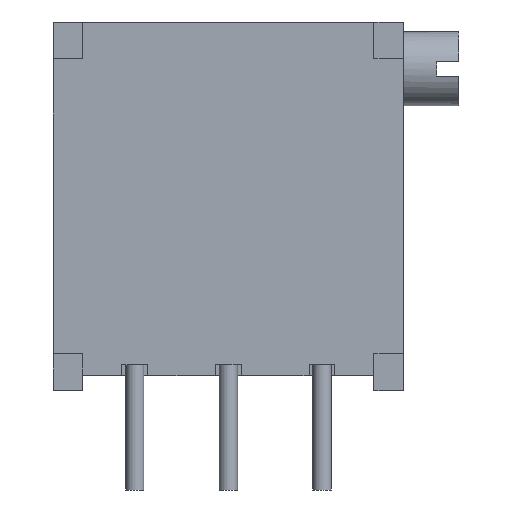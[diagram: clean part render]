
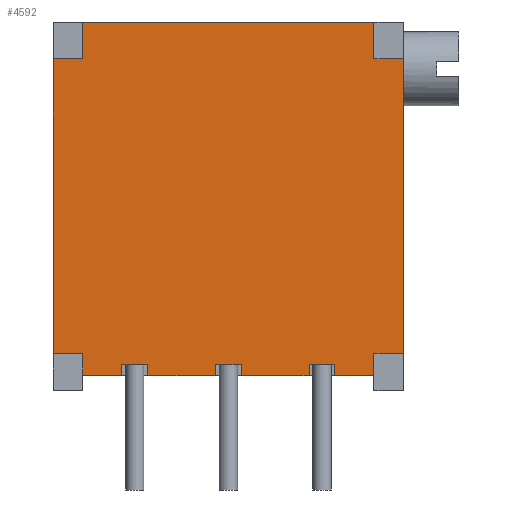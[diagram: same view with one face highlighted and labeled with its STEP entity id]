
A CAD part, left-side view. The second image highlights one B-rep face of the part: STEP entity #4592.
In plain terms, the highlighted planar face has unit normal (-1, 0, 0).
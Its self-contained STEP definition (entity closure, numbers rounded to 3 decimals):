
#360=FACE_OUTER_BOUND('',#602,.T.);
#602=EDGE_LOOP('',(#2937,#2938,#2939,#2940,#2941,#2942,#2943,#2944,#2945,
#2946,#2947,#2948,#2949,#2950,#2951,#2952,#2953,#2954,#2955,#2956,#2957,
#2958,#2959,#2960));
#848=LINE('',#5802,#1304);
#856=LINE('',#5817,#1312);
#857=LINE('',#5819,#1313);
#859=LINE('',#5825,#1315);
#867=LINE('',#5840,#1323);
#868=LINE('',#5842,#1324);
#870=LINE('',#5848,#1326);
#878=LINE('',#5863,#1334);
#879=LINE('',#5865,#1335);
#880=LINE('',#5867,#1336);
#881=LINE('',#5868,#1337);
#882=LINE('',#5870,#1338);
#883=LINE('',#5872,#1339);
#884=LINE('',#5874,#1340);
#885=LINE('',#5876,#1341);
#886=LINE('',#5878,#1342);
#887=LINE('',#5880,#1343);
#888=LINE('',#5882,#1344);
#889=LINE('',#5884,#1345);
#890=LINE('',#5886,#1346);
#891=LINE('',#5888,#1347);
#892=LINE('',#5890,#1348);
#893=LINE('',#5892,#1349);
#894=LINE('',#5893,#1350);
#1304=VECTOR('',#5035,10.);
#1312=VECTOR('',#5047,10.);
#1313=VECTOR('',#5050,10.);
#1315=VECTOR('',#5054,10.);
#1323=VECTOR('',#5066,10.);
#1324=VECTOR('',#5069,10.);
#1326=VECTOR('',#5073,10.);
#1334=VECTOR('',#5085,10.);
#1335=VECTOR('',#5088,10.);
#1336=VECTOR('',#5091,10.);
#1337=VECTOR('',#5092,10.);
#1338=VECTOR('',#5093,10.);
#1339=VECTOR('',#5094,10.);
#1340=VECTOR('',#5095,10.);
#1341=VECTOR('',#5096,10.);
#1342=VECTOR('',#5097,10.);
#1343=VECTOR('',#5098,10.);
#1344=VECTOR('',#5099,10.);
#1345=VECTOR('',#5100,10.);
#1346=VECTOR('',#5101,10.);
#1347=VECTOR('',#5102,10.);
#1348=VECTOR('',#5103,10.);
#1349=VECTOR('',#5104,10.);
#1350=VECTOR('',#5105,10.);
#1760=VERTEX_POINT('',#5798);
#1762=VERTEX_POINT('',#5801);
#1766=VERTEX_POINT('',#5813);
#1767=VERTEX_POINT('',#5815);
#1768=VERTEX_POINT('',#5821);
#1770=VERTEX_POINT('',#5824);
#1774=VERTEX_POINT('',#5836);
#1775=VERTEX_POINT('',#5838);
#1776=VERTEX_POINT('',#5844);
#1778=VERTEX_POINT('',#5847);
#1782=VERTEX_POINT('',#5859);
#1783=VERTEX_POINT('',#5861);
#1784=VERTEX_POINT('',#5869);
#1785=VERTEX_POINT('',#5871);
#1786=VERTEX_POINT('',#5873);
#1787=VERTEX_POINT('',#5875);
#1788=VERTEX_POINT('',#5877);
#1789=VERTEX_POINT('',#5879);
#1790=VERTEX_POINT('',#5881);
#1791=VERTEX_POINT('',#5883);
#1792=VERTEX_POINT('',#5885);
#1793=VERTEX_POINT('',#5887);
#1794=VERTEX_POINT('',#5889);
#1795=VERTEX_POINT('',#5891);
#2210=EDGE_CURVE('',#1762,#1760,#848,.T.);
#2218=EDGE_CURVE('',#1766,#1767,#856,.T.);
#2219=EDGE_CURVE('',#1767,#1762,#857,.T.);
#2221=EDGE_CURVE('',#1770,#1768,#859,.T.);
#2229=EDGE_CURVE('',#1774,#1775,#867,.T.);
#2230=EDGE_CURVE('',#1775,#1770,#868,.T.);
#2232=EDGE_CURVE('',#1778,#1776,#870,.T.);
#2240=EDGE_CURVE('',#1782,#1783,#878,.T.);
#2241=EDGE_CURVE('',#1783,#1778,#879,.T.);
#2242=EDGE_CURVE('',#1760,#1774,#880,.T.);
#2243=EDGE_CURVE('',#1768,#1782,#881,.T.);
#2244=EDGE_CURVE('',#1776,#1784,#882,.T.);
#2245=EDGE_CURVE('',#1785,#1784,#883,.T.);
#2246=EDGE_CURVE('',#1786,#1785,#884,.T.);
#2247=EDGE_CURVE('',#1787,#1786,#885,.T.);
#2248=EDGE_CURVE('',#1788,#1787,#886,.T.);
#2249=EDGE_CURVE('',#1789,#1788,#887,.T.);
#2250=EDGE_CURVE('',#1790,#1789,#888,.T.);
#2251=EDGE_CURVE('',#1791,#1790,#889,.T.);
#2252=EDGE_CURVE('',#1792,#1791,#890,.T.);
#2253=EDGE_CURVE('',#1793,#1792,#891,.T.);
#2254=EDGE_CURVE('',#1794,#1793,#892,.T.);
#2255=EDGE_CURVE('',#1795,#1794,#893,.T.);
#2256=EDGE_CURVE('',#1795,#1766,#894,.T.);
#2937=ORIENTED_EDGE('',*,*,#2218,.T.);
#2938=ORIENTED_EDGE('',*,*,#2219,.T.);
#2939=ORIENTED_EDGE('',*,*,#2210,.T.);
#2940=ORIENTED_EDGE('',*,*,#2242,.T.);
#2941=ORIENTED_EDGE('',*,*,#2229,.T.);
#2942=ORIENTED_EDGE('',*,*,#2230,.T.);
#2943=ORIENTED_EDGE('',*,*,#2221,.T.);
#2944=ORIENTED_EDGE('',*,*,#2243,.T.);
#2945=ORIENTED_EDGE('',*,*,#2240,.T.);
#2946=ORIENTED_EDGE('',*,*,#2241,.T.);
#2947=ORIENTED_EDGE('',*,*,#2232,.T.);
#2948=ORIENTED_EDGE('',*,*,#2244,.T.);
#2949=ORIENTED_EDGE('',*,*,#2245,.F.);
#2950=ORIENTED_EDGE('',*,*,#2246,.F.);
#2951=ORIENTED_EDGE('',*,*,#2247,.F.);
#2952=ORIENTED_EDGE('',*,*,#2248,.F.);
#2953=ORIENTED_EDGE('',*,*,#2249,.F.);
#2954=ORIENTED_EDGE('',*,*,#2250,.F.);
#2955=ORIENTED_EDGE('',*,*,#2251,.F.);
#2956=ORIENTED_EDGE('',*,*,#2252,.F.);
#2957=ORIENTED_EDGE('',*,*,#2253,.F.);
#2958=ORIENTED_EDGE('',*,*,#2254,.F.);
#2959=ORIENTED_EDGE('',*,*,#2255,.F.);
#2960=ORIENTED_EDGE('',*,*,#2256,.T.);
#4209=PLANE('',#4866);
#4592=ADVANCED_FACE('',(#360),#4209,.F.);
#4866=AXIS2_PLACEMENT_3D('',#5866,#5089,#5090);
#5035=DIRECTION('',(0.,0.,-1.));
#5047=DIRECTION('',(0.,0.,1.));
#5050=DIRECTION('',(0.,-1.,0.));
#5054=DIRECTION('',(0.,0.,-1.));
#5066=DIRECTION('',(0.,0.,1.));
#5069=DIRECTION('',(0.,-1.,0.));
#5073=DIRECTION('',(0.,0.,-1.));
#5085=DIRECTION('',(0.,0.,1.));
#5088=DIRECTION('',(0.,-1.,0.));
#5089=DIRECTION('center_axis',(1.,0.,0.));
#5090=DIRECTION('ref_axis',(0.,0.,-1.));
#5091=DIRECTION('',(0.,-1.,0.));
#5092=DIRECTION('',(0.,-1.,0.));
#5093=DIRECTION('',(0.,-1.,0.));
#5094=DIRECTION('',(0.,0.,-1.));
#5095=DIRECTION('',(0.,1.,0.));
#5096=DIRECTION('',(0.,0.,-1.));
#5097=DIRECTION('',(0.,-1.,0.));
#5098=DIRECTION('',(0.,0.,-1.));
#5099=DIRECTION('',(0.,-1.,0.));
#5100=DIRECTION('',(0.,0.,1.));
#5101=DIRECTION('',(0.,-1.,0.));
#5102=DIRECTION('',(0.,0.,1.));
#5103=DIRECTION('',(0.,1.,0.));
#5104=DIRECTION('',(0.,0.,1.));
#5105=DIRECTION('',(0.,-1.,0.));
#5798=CARTESIAN_POINT('',(-2.,-0.35,0.4));
#5801=CARTESIAN_POINT('',(-2.,-0.35,0.7));
#5802=CARTESIAN_POINT('',(-2.,-0.35,2.5));
#5813=CARTESIAN_POINT('',(-2.,0.35,0.4));
#5815=CARTESIAN_POINT('',(-2.,0.35,0.7));
#5817=CARTESIAN_POINT('',(-2.,0.35,2.5));
#5819=CARTESIAN_POINT('',(-2.,-1.27,0.7));
#5821=CARTESIAN_POINT('',(-2.,-2.89,0.4));
#5824=CARTESIAN_POINT('',(-2.,-2.89,0.7));
#5825=CARTESIAN_POINT('',(-2.,-2.89,2.5));
#5836=CARTESIAN_POINT('',(-2.,-2.19,0.4));
#5838=CARTESIAN_POINT('',(-2.,-2.19,0.7));
#5840=CARTESIAN_POINT('',(-2.,-2.19,2.5));
#5842=CARTESIAN_POINT('',(-2.,-2.54,0.7));
#5844=CARTESIAN_POINT('',(-2.,-5.43,0.4));
#5847=CARTESIAN_POINT('',(-2.,-5.43,0.7));
#5848=CARTESIAN_POINT('',(-2.,-5.43,2.5));
#5859=CARTESIAN_POINT('',(-2.,-4.73,0.4));
#5861=CARTESIAN_POINT('',(-2.,-4.73,0.7));
#5863=CARTESIAN_POINT('',(-2.,-4.73,2.5));
#5865=CARTESIAN_POINT('',(-2.,-3.81,0.7));
#5866=CARTESIAN_POINT('Origin',(-2.,-2.54,5.));
#5867=CARTESIAN_POINT('',(-2.,-0.565,0.4));
#5868=CARTESIAN_POINT('',(-2.,-0.565,0.4));
#5869=CARTESIAN_POINT('',(-2.,-6.49,0.4));
#5870=CARTESIAN_POINT('',(-2.,-0.565,0.4));
#5871=CARTESIAN_POINT('',(-2.,-6.49,1.));
#5872=CARTESIAN_POINT('',(-2.,-6.49,0.));
#5873=CARTESIAN_POINT('',(-2.,-7.29,1.));
#5874=CARTESIAN_POINT('',(-2.,-6.49,1.));
#5875=CARTESIAN_POINT('',(-2.,-7.29,9.));
#5876=CARTESIAN_POINT('',(-2.,-7.29,2.5));
#5877=CARTESIAN_POINT('',(-2.,-6.49,9.));
#5878=CARTESIAN_POINT('',(-2.,-7.29,9.));
#5879=CARTESIAN_POINT('',(-2.,-6.49,10.));
#5880=CARTESIAN_POINT('',(-2.,-6.49,9.));
#5881=CARTESIAN_POINT('',(-2.,1.41,10.));
#5882=CARTESIAN_POINT('',(-2.,-2.54,10.));
#5883=CARTESIAN_POINT('',(-2.,1.41,9.));
#5884=CARTESIAN_POINT('',(-2.,1.41,10.));
#5885=CARTESIAN_POINT('',(-2.,2.21,9.));
#5886=CARTESIAN_POINT('',(-2.,1.41,9.));
#5887=CARTESIAN_POINT('',(-2.,2.21,1.));
#5888=CARTESIAN_POINT('',(-2.,2.21,2.5));
#5889=CARTESIAN_POINT('',(-2.,1.41,1.));
#5890=CARTESIAN_POINT('',(-2.,2.21,1.));
#5891=CARTESIAN_POINT('',(-2.,1.41,0.4));
#5892=CARTESIAN_POINT('',(-2.,1.41,1.));
#5893=CARTESIAN_POINT('',(-2.,-0.565,0.4));
